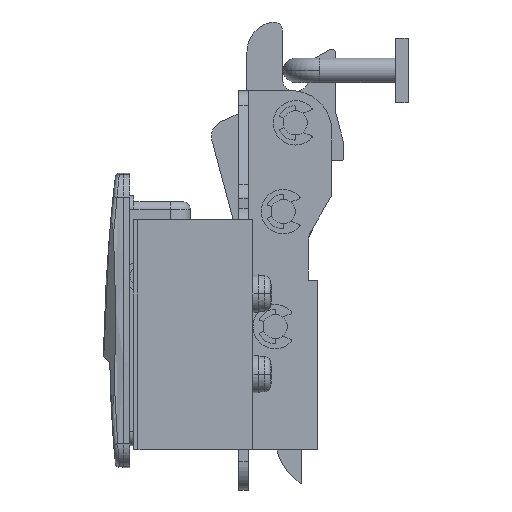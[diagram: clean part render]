
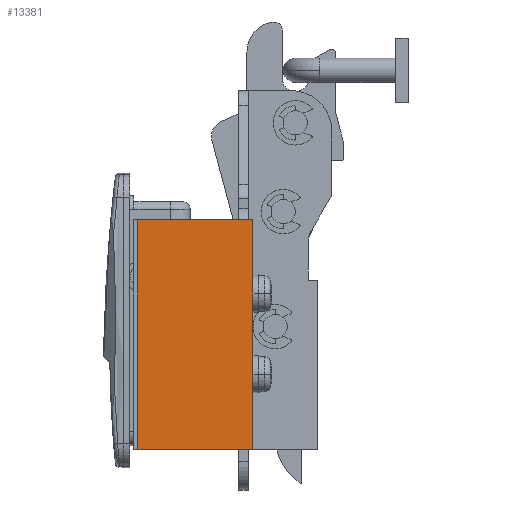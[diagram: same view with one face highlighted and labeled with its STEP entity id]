
A CAD part, left-side view. The second image highlights one B-rep face of the part: STEP entity #13381.
In plain terms, the highlighted face is planar.
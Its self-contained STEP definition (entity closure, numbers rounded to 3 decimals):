
#390 = CARTESIAN_POINT ( 'NONE',  ( 1.2, -1.2, 28.5 ) ) ;
#2611 = DIRECTION ( 'NONE',  ( 0., 0., -1. ) ) ;
#2741 = ORIENTED_EDGE ( 'NONE', *, *, #6544, .F. ) ;
#3050 = CARTESIAN_POINT ( 'NONE',  ( 1.2, -1.2, 28.5 ) ) ;
#4667 = EDGE_CURVE ( 'NONE', #6475, #16003, #7936, .T. ) ;
#4891 = PLANE ( 'NONE',  #7021 ) ;
#5992 = CARTESIAN_POINT ( 'NONE',  ( 1.2, -1.2, -28.5 ) ) ;
#6433 = ORIENTED_EDGE ( 'NONE', *, *, #16285, .T. ) ;
#6475 = VERTEX_POINT ( 'NONE', #19924 ) ;
#6528 = DIRECTION ( 'NONE',  ( -1., 0., 0. ) ) ;
#6544 = EDGE_CURVE ( 'NONE', #16003, #8143, #12540, .T. ) ;
#7021 = AXIS2_PLACEMENT_3D ( 'NONE', #12818, #6528, #17704 ) ;
#7936 = LINE ( 'NONE', #3050, #16439 ) ;
#8143 = VERTEX_POINT ( 'NONE', #5992 ) ;
#8889 = CARTESIAN_POINT ( 'NONE',  ( 1.2, -1.2, 28.5 ) ) ;
#9102 = LINE ( 'NONE', #18517, #17618 ) ;
#10359 = VERTEX_POINT ( 'NONE', #10744 ) ;
#10500 = DIRECTION ( 'NONE',  ( 0., 0., -1. ) ) ;
#10744 = CARTESIAN_POINT ( 'NONE',  ( 1.2, -29.7, -28.5 ) ) ;
#11253 = VECTOR ( 'NONE', #2611, 1000. ) ;
#12083 = DIRECTION ( 'NONE',  ( 0., 1., 0. ) ) ;
#12210 = CARTESIAN_POINT ( 'NONE',  ( 1.2, -29.7, 28.5 ) ) ;
#12540 = LINE ( 'NONE', #8889, #20549 ) ;
#12818 = CARTESIAN_POINT ( 'NONE',  ( 1.2, -1.2, 28.5 ) ) ;
#13381 = ADVANCED_FACE ( 'NONE', ( #16312 ), #4891, .F. ) ;
#15358 = ORIENTED_EDGE ( 'NONE', *, *, #4667, .F. ) ;
#15489 = LINE ( 'NONE', #12210, #11253 ) ;
#16003 = VERTEX_POINT ( 'NONE', #390 ) ;
#16285 = EDGE_CURVE ( 'NONE', #6475, #10359, #15489, .T. ) ;
#16312 = FACE_OUTER_BOUND ( 'NONE', #16592, .T. ) ;
#16439 = VECTOR ( 'NONE', #19010, 1000. ) ;
#16592 = EDGE_LOOP ( 'NONE', ( #19109, #2741, #15358, #6433 ) ) ;
#17618 = VECTOR ( 'NONE', #12083, 1000. ) ;
#17704 = DIRECTION ( 'NONE',  ( 0., -1., 0. ) ) ;
#18517 = CARTESIAN_POINT ( 'NONE',  ( 1.2, -1.2, -28.5 ) ) ;
#18856 = EDGE_CURVE ( 'NONE', #10359, #8143, #9102, .T. ) ;
#19010 = DIRECTION ( 'NONE',  ( 0., 1., 0. ) ) ;
#19109 = ORIENTED_EDGE ( 'NONE', *, *, #18856, .T. ) ;
#19924 = CARTESIAN_POINT ( 'NONE',  ( 1.2, -29.7, 28.5 ) ) ;
#20549 = VECTOR ( 'NONE', #10500, 1000. ) ;
